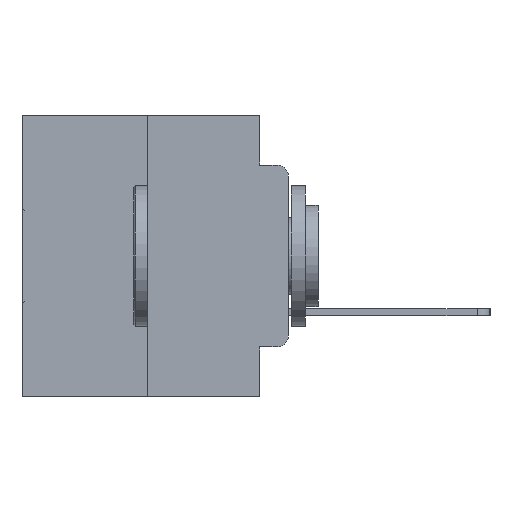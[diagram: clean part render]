
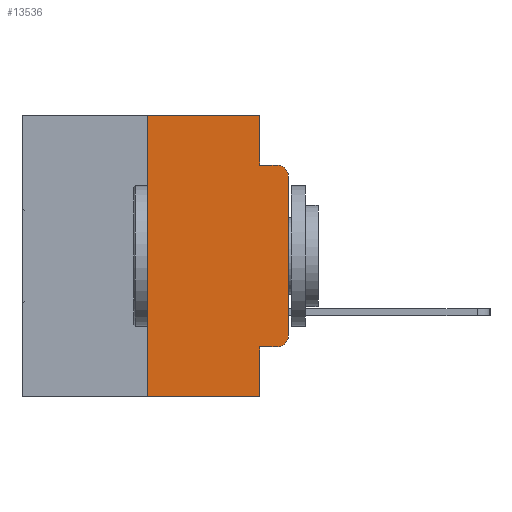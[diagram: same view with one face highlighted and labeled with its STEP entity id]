
A CAD part, left-side view. The second image highlights one B-rep face of the part: STEP entity #13536.
In plain terms, the highlighted planar face has unit normal (-1, 0, 0).
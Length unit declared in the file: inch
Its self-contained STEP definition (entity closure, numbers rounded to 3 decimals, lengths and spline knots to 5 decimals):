
#324 = DIRECTION ( 'NONE',  ( 0., 0., 1. ) ) ;
#1001 = CARTESIAN_POINT ( 'NONE',  ( 0., 0.473, 0. ) ) ;
#1148 = VECTOR ( 'NONE', #324, 39.37008 ) ;
#1532 = DIRECTION ( 'NONE',  ( 0., -1., 0. ) ) ;
#2110 = CARTESIAN_POINT ( 'NONE',  ( 0., 0.02, -0.1085 ) ) ;
#2656 = VERTEX_POINT ( 'NONE', #15440 ) ;
#2929 = VECTOR ( 'NONE', #10658, 39.37008 ) ;
#3642 = CARTESIAN_POINT ( 'NONE',  ( 0., 0., 0. ) ) ;
#3644 = EDGE_CURVE ( 'NONE', #7378, #16133, #27160, .T. ) ;
#4435 = FACE_OUTER_BOUND ( 'NONE', #8008, .T. ) ;
#4552 = CARTESIAN_POINT ( 'NONE',  ( 0., 0., -0.3915 ) ) ;
#4643 = DIRECTION ( 'NONE',  ( 0., 0., -1. ) ) ;
#4739 = VECTOR ( 'NONE', #18540, 39.37008 ) ;
#5784 = EDGE_CURVE ( 'NONE', #23538, #2656, #5802, .T. ) ;
#5802 = LINE ( 'NONE', #14517, #31079 ) ;
#6190 = DIRECTION ( 'NONE',  ( 0., 0., 1. ) ) ;
#6371 = DIRECTION ( 'NONE',  ( -1., 0., 0. ) ) ;
#7050 = EDGE_CURVE ( 'NONE', #21529, #16133, #14732, .T. ) ;
#7178 = CARTESIAN_POINT ( 'NONE',  ( 0., 0.02, -0.4115 ) ) ;
#7378 = VERTEX_POINT ( 'NONE', #10912 ) ;
#7708 = CARTESIAN_POINT ( 'NONE',  ( 0., 0.02, -0.0885 ) ) ;
#8008 = EDGE_LOOP ( 'NONE', ( #23147, #30962, #22069, #16170, #18889, #24370, #22775, #23116, #28312, #18859 ) ) ;
#8319 = DIRECTION ( 'NONE',  ( 0., -1., 0. ) ) ;
#8729 = EDGE_CURVE ( 'NONE', #9061, #21529, #24581, .T. ) ;
#9039 = VECTOR ( 'NONE', #8319, 39.37008 ) ;
#9061 = VERTEX_POINT ( 'NONE', #4552 ) ;
#9402 = EDGE_CURVE ( 'NONE', #26762, #21608, #19615, .T. ) ;
#9410 = DIRECTION ( 'NONE',  ( 0., 0., -1. ) ) ;
#9593 = DIRECTION ( 'NONE',  ( 0., -1., 0. ) ) ;
#9597 = LINE ( 'NONE', #23003, #2929 ) ;
#10658 = DIRECTION ( 'NONE',  ( 0., 0., -1. ) ) ;
#10912 = CARTESIAN_POINT ( 'NONE',  ( 0., 0.051, -0.0885 ) ) ;
#13536 = ADVANCED_FACE ( 'NONE', ( #4435 ), #31262, .F. ) ;
#14517 = CARTESIAN_POINT ( 'NONE',  ( 0., 0.473, -0.5 ) ) ;
#14541 = LINE ( 'NONE', #18513, #27554 ) ;
#14732 = CIRCLE ( 'NONE', #18763, 0.02 ) ;
#15440 = CARTESIAN_POINT ( 'NONE',  ( 0., 0.051, -0.5 ) ) ;
#16133 = VERTEX_POINT ( 'NONE', #7708 ) ;
#16170 = ORIENTED_EDGE ( 'NONE', *, *, #30605, .F. ) ;
#16561 = CARTESIAN_POINT ( 'NONE',  ( 0., 0.051, -0.4115 ) ) ;
#17029 = CARTESIAN_POINT ( 'NONE',  ( 0., 0.25, 0. ) ) ;
#18056 = VECTOR ( 'NONE', #6190, 39.37008 ) ;
#18221 = CARTESIAN_POINT ( 'NONE',  ( 0., 0.051, -0.4115 ) ) ;
#18513 = CARTESIAN_POINT ( 'NONE',  ( 0., 0.051, 0. ) ) ;
#18540 = DIRECTION ( 'NONE',  ( 0., -1., 0. ) ) ;
#18763 = AXIS2_PLACEMENT_3D ( 'NONE', #2110, #19631, #4643 ) ;
#18859 = ORIENTED_EDGE ( 'NONE', *, *, #19380, .T. ) ;
#18889 = ORIENTED_EDGE ( 'NONE', *, *, #9402, .F. ) ;
#19380 = EDGE_CURVE ( 'NONE', #25572, #9061, #20136, .T. ) ;
#19615 = LINE ( 'NONE', #1001, #4739 ) ;
#19631 = DIRECTION ( 'NONE',  ( -1., 0., 0. ) ) ;
#20136 = CIRCLE ( 'NONE', #23747, 0.02 ) ;
#20399 = CARTESIAN_POINT ( 'NONE',  ( 0., 0.25, 0. ) ) ;
#21008 = DIRECTION ( 'NONE',  ( 0., 0., -1. ) ) ;
#21313 = CARTESIAN_POINT ( 'NONE',  ( 0., 0.02, -0.3915 ) ) ;
#21529 = VERTEX_POINT ( 'NONE', #24864 ) ;
#21608 = VERTEX_POINT ( 'NONE', #27629 ) ;
#22069 = ORIENTED_EDGE ( 'NONE', *, *, #3644, .F. ) ;
#22673 = EDGE_CURVE ( 'NONE', #24275, #25572, #31746, .T. ) ;
#22775 = ORIENTED_EDGE ( 'NONE', *, *, #5784, .T. ) ;
#23003 = CARTESIAN_POINT ( 'NONE',  ( 0., 0.051, 0. ) ) ;
#23116 = ORIENTED_EDGE ( 'NONE', *, *, #25911, .F. ) ;
#23147 = ORIENTED_EDGE ( 'NONE', *, *, #8729, .T. ) ;
#23538 = VERTEX_POINT ( 'NONE', #25034 ) ;
#23747 = AXIS2_PLACEMENT_3D ( 'NONE', #21313, #6371, #23772 ) ;
#23772 = DIRECTION ( 'NONE',  ( 0., 0., -1. ) ) ;
#24258 = DIRECTION ( 'NONE',  ( 1., 0., 0. ) ) ;
#24275 = VERTEX_POINT ( 'NONE', #18221 ) ;
#24370 = ORIENTED_EDGE ( 'NONE', *, *, #27499, .F. ) ;
#24581 = LINE ( 'NONE', #3642, #18056 ) ;
#24864 = CARTESIAN_POINT ( 'NONE',  ( 0., 0., -0.1085 ) ) ;
#25034 = CARTESIAN_POINT ( 'NONE',  ( 0., 0.25, -0.5 ) ) ;
#25493 = AXIS2_PLACEMENT_3D ( 'NONE', #28904, #24258, #9410 ) ;
#25572 = VERTEX_POINT ( 'NONE', #7178 ) ;
#25633 = CARTESIAN_POINT ( 'NONE',  ( 0., 0.051, -0.0885 ) ) ;
#25911 = EDGE_CURVE ( 'NONE', #24275, #2656, #14541, .T. ) ;
#26224 = VECTOR ( 'NONE', #1532, 39.37008 ) ;
#26762 = VERTEX_POINT ( 'NONE', #17029 ) ;
#27160 = LINE ( 'NONE', #25633, #9039 ) ;
#27499 = EDGE_CURVE ( 'NONE', #23538, #26762, #27534, .T. ) ;
#27534 = LINE ( 'NONE', #20399, #1148 ) ;
#27554 = VECTOR ( 'NONE', #21008, 39.37008 ) ;
#27629 = CARTESIAN_POINT ( 'NONE',  ( 0., 0.051, 0. ) ) ;
#28312 = ORIENTED_EDGE ( 'NONE', *, *, #22673, .T. ) ;
#28904 = CARTESIAN_POINT ( 'NONE',  ( 0., 0.473, 0. ) ) ;
#30605 = EDGE_CURVE ( 'NONE', #21608, #7378, #9597, .T. ) ;
#30962 = ORIENTED_EDGE ( 'NONE', *, *, #7050, .T. ) ;
#31079 = VECTOR ( 'NONE', #9593, 39.37008 ) ;
#31262 = PLANE ( 'NONE',  #25493 ) ;
#31746 = LINE ( 'NONE', #16561, #26224 ) ;
